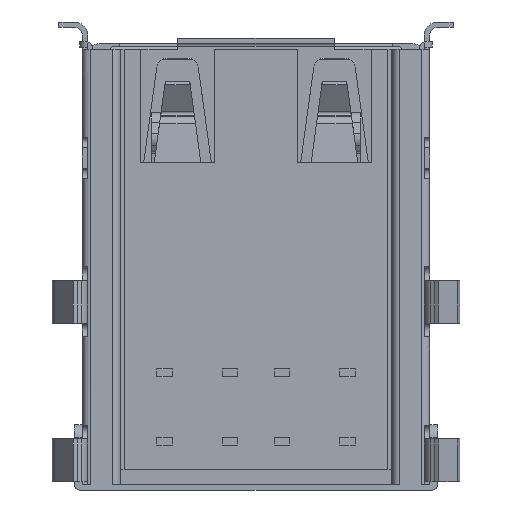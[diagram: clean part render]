
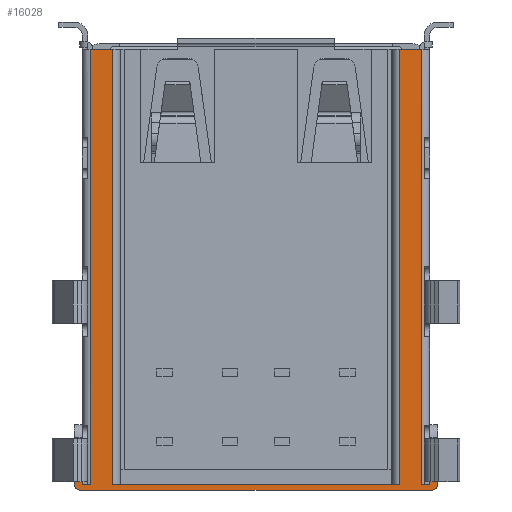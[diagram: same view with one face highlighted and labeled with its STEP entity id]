
A CAD part, front view. The second image highlights one B-rep face of the part: STEP entity #16028.
In plain terms, the highlighted planar face has unit normal (0, -1, 0).
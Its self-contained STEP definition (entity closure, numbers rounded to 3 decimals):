
#357=DIRECTION('',(1.,0.,0.));
#358=VECTOR('',#357,0.85);
#359=CARTESIAN_POINT('',(-6.35,-7.595,-0.1));
#360=LINE('',#359,#358);
#391=DIRECTION('',(1.,0.,0.));
#392=VECTOR('',#391,0.85);
#393=CARTESIAN_POINT('',(5.5,-7.595,-0.1));
#394=LINE('',#393,#392);
#890=DIRECTION('',(-1.,0.,0.));
#891=VECTOR('',#890,0.3);
#892=CARTESIAN_POINT('',(-6.35,-7.595,-16.78));
#893=LINE('',#892,#891);
#894=DIRECTION('',(-1.,0.,0.));
#895=VECTOR('',#894,0.3);
#896=CARTESIAN_POINT('',(6.65,-7.595,-16.78));
#897=LINE('',#896,#895);
#898=DIRECTION('',(-1.,0.,0.));
#899=VECTOR('',#898,11.);
#900=CARTESIAN_POINT('',(5.5,-7.595,-16.78));
#901=LINE('',#900,#899);
#931=DIRECTION('',(0.,0.,-1.));
#932=VECTOR('',#931,16.68);
#933=CARTESIAN_POINT('',(-5.5,-7.595,-0.1));
#934=LINE('',#933,#932);
#935=DIRECTION('',(0.,0.,1.));
#936=VECTOR('',#935,1.63);
#937=CARTESIAN_POINT('',(6.65,-7.595,-16.655));
#938=LINE('',#937,#936);
#939=DIRECTION('',(1.,0.,0.));
#940=VECTOR('',#939,0.3);
#941=CARTESIAN_POINT('',(6.65,-7.595,-14.98));
#942=LINE('',#941,#940);
#943=CARTESIAN_POINT('',(6.75,-7.595,-16.78));
#944=DIRECTION('',(0.,-1.,0.));
#945=DIRECTION('',(0.,0.,-1.));
#946=AXIS2_PLACEMENT_3D('',#943,#944,#945);
#948=DIRECTION('',(-1.,0.,0.));
#949=VECTOR('',#948,13.5);
#950=CARTESIAN_POINT('',(6.75,-7.595,-16.98));
#951=LINE('',#950,#949);
#952=CARTESIAN_POINT('',(-6.75,-7.595,-16.78));
#953=DIRECTION('',(0.,-1.,0.));
#954=DIRECTION('',(-1.,0.,0.));
#955=AXIS2_PLACEMENT_3D('',#952,#953,#954);
#957=DIRECTION('',(0.,0.,1.));
#958=VECTOR('',#957,1.63);
#959=CARTESIAN_POINT('',(-6.65,-7.595,-16.655));
#960=LINE('',#959,#958);
#961=DIRECTION('',(0.,0.,-1.));
#962=VECTOR('',#961,16.68);
#963=CARTESIAN_POINT('',(-6.35,-7.595,-0.1));
#964=LINE('',#963,#962);
#965=DIRECTION('',(0.,0.,-1.));
#966=VECTOR('',#965,16.68);
#967=CARTESIAN_POINT('',(5.5,-7.595,-0.1));
#968=LINE('',#967,#966);
#1451=DIRECTION('',(0.,0.,-1.));
#1452=VECTOR('',#1451,16.68);
#1453=CARTESIAN_POINT('',(6.35,-7.595,-0.1));
#1454=LINE('',#1453,#1452);
#4064=DIRECTION('',(0.,0.,1.));
#4065=VECTOR('',#4064,1.8);
#4066=CARTESIAN_POINT('',(-6.95,-7.595,-16.78));
#4067=LINE('',#4066,#4065);
#10406=DIRECTION('',(0.,0.,-1.));
#10407=VECTOR('',#10406,1.8);
#10408=CARTESIAN_POINT('',(6.95,-7.595,-14.98));
#10409=LINE('',#10408,#10407);
#10477=DIRECTION('',(0.,0.,-1.));
#10478=VECTOR('',#10477,0.045);
#10479=CARTESIAN_POINT('',(6.65,-7.595,-14.98));
#10480=LINE('',#10479,#10478);
#10485=DIRECTION('',(0.,0.,-1.));
#10486=VECTOR('',#10485,0.125);
#10487=CARTESIAN_POINT('',(6.65,-7.595,-16.655));
#10488=LINE('',#10487,#10486);
#10601=DIRECTION('',(0.,0.,1.));
#10602=VECTOR('',#10601,0.045);
#10603=CARTESIAN_POINT('',(-6.65,-7.595,-15.025));
#10604=LINE('',#10603,#10602);
#10618=DIRECTION('',(0.,0.,1.));
#10619=VECTOR('',#10618,0.125);
#10620=CARTESIAN_POINT('',(-6.65,-7.595,-16.78));
#10621=LINE('',#10620,#10619);
#10622=DIRECTION('',(-1.,0.,0.));
#10623=VECTOR('',#10622,0.3);
#10624=CARTESIAN_POINT('',(-6.65,-7.595,-14.98));
#10625=LINE('',#10624,#10623);
#13170=CARTESIAN_POINT('',(5.5,-7.595,-0.1));
#13172=VERTEX_POINT('',#13170);
#13173=CARTESIAN_POINT('',(6.35,-7.595,-0.1));
#13174=VERTEX_POINT('',#13173);
#13186=CARTESIAN_POINT('',(-6.35,-7.595,-0.1));
#13188=VERTEX_POINT('',#13186);
#13189=CARTESIAN_POINT('',(-5.5,-7.595,-0.1));
#13190=VERTEX_POINT('',#13189);
#13859=CARTESIAN_POINT('',(6.95,-7.595,-14.98));
#13860=VERTEX_POINT('',#13859);
#13861=CARTESIAN_POINT('',(6.65,-7.595,-14.98));
#13862=VERTEX_POINT('',#13861);
#13909=CARTESIAN_POINT('',(-6.95,-7.595,-14.98));
#13910=VERTEX_POINT('',#13909);
#13927=CARTESIAN_POINT('',(-6.65,-7.595,-14.98));
#13928=VERTEX_POINT('',#13927);
#13989=CARTESIAN_POINT('',(5.5,-7.595,-16.78));
#13990=VERTEX_POINT('',#13989);
#13991=CARTESIAN_POINT('',(6.35,-7.595,-16.78));
#13993=VERTEX_POINT('',#13991);
#13996=CARTESIAN_POINT('',(-6.35,-7.595,-16.78));
#13998=VERTEX_POINT('',#13996);
#13999=CARTESIAN_POINT('',(-5.5,-7.595,-16.78));
#14001=VERTEX_POINT('',#13999);
#14005=CARTESIAN_POINT('',(6.65,-7.595,-16.78));
#14007=VERTEX_POINT('',#14005);
#14009=CARTESIAN_POINT('',(-6.65,-7.595,-16.78));
#14011=VERTEX_POINT('',#14009);
#14193=CARTESIAN_POINT('',(6.75,-7.595,-16.98));
#14194=VERTEX_POINT('',#14193);
#14195=CARTESIAN_POINT('',(6.95,-7.595,-16.78));
#14196=VERTEX_POINT('',#14195);
#14197=CARTESIAN_POINT('',(-6.95,-7.595,-16.78));
#14198=CARTESIAN_POINT('',(-6.75,-7.595,-16.98));
#14199=VERTEX_POINT('',#14197);
#14200=VERTEX_POINT('',#14198);
#14381=CARTESIAN_POINT('',(6.65,-7.595,-16.655));
#14382=CARTESIAN_POINT('',(6.65,-7.595,-15.025));
#14383=VERTEX_POINT('',#14381);
#14384=VERTEX_POINT('',#14382);
#14385=CARTESIAN_POINT('',(-6.65,-7.595,-16.655));
#14386=CARTESIAN_POINT('',(-6.65,-7.595,-15.025));
#14387=VERTEX_POINT('',#14385);
#14388=VERTEX_POINT('',#14386);
#15984=CARTESIAN_POINT('',(5.5,-7.595,-0.1));
#15985=DIRECTION('',(0.,-1.,0.));
#15986=DIRECTION('',(1.,0.,0.));
#15987=AXIS2_PLACEMENT_3D('',#15984,#15985,#15986);
#15988=PLANE('',#15987);
#15990=ORIENTED_EDGE('',*,*,#15989,.T.);
#15992=ORIENTED_EDGE('',*,*,#15991,.F.);
#15994=ORIENTED_EDGE('',*,*,#15993,.T.);
#15996=ORIENTED_EDGE('',*,*,#15995,.T.);
#15998=ORIENTED_EDGE('',*,*,#15997,.F.);
#16000=ORIENTED_EDGE('',*,*,#15999,.T.);
#16002=ORIENTED_EDGE('',*,*,#16001,.F.);
#16004=ORIENTED_EDGE('',*,*,#16003,.T.);
#16006=ORIENTED_EDGE('',*,*,#16005,.F.);
#16008=ORIENTED_EDGE('',*,*,#16007,.F.);
#16010=ORIENTED_EDGE('',*,*,#16009,.F.);
#16012=ORIENTED_EDGE('',*,*,#16011,.F.);
#16013=ORIENTED_EDGE('',*,*,#15876,.F.);
#16014=ORIENTED_EDGE('',*,*,#15597,.F.);
#16015=ORIENTED_EDGE('',*,*,#15104,.T.);
#16016=ORIENTED_EDGE('',*,*,#15977,.T.);
#16017=ORIENTED_EDGE('',*,*,#15915,.F.);
#16019=ORIENTED_EDGE('',*,*,#16018,.F.);
#16020=ORIENTED_EDGE('',*,*,#15160,.T.);
#16022=ORIENTED_EDGE('',*,*,#16021,.T.);
#16023=ORIENTED_EDGE('',*,*,#15895,.F.);
#16025=ORIENTED_EDGE('',*,*,#16024,.F.);
#16026=EDGE_LOOP('',(#15990,#15992,#15994,#15996,#15998,#16000,#16002,#16004,
#16006,#16008,#16010,#16012,#16013,#16014,#16015,#16016,#16017,#16019,#16020,
#16022,#16023,#16025));
#16027=FACE_OUTER_BOUND('',#16026,.F.);
#16028=ADVANCED_FACE('',(#16027),#15988,.T.);
#947=CIRCLE('',#946,0.2);
#956=CIRCLE('',#955,0.2);
#15104=EDGE_CURVE('',#13188,#13190,#360,.T.);
#15160=EDGE_CURVE('',#13172,#13174,#394,.T.);
#15597=EDGE_CURVE('',#13188,#13998,#964,.T.);
#15876=EDGE_CURVE('',#13998,#14011,#893,.T.);
#15895=EDGE_CURVE('',#14007,#13993,#897,.T.);
#15915=EDGE_CURVE('',#13990,#14001,#901,.T.);
#15977=EDGE_CURVE('',#13190,#14001,#934,.T.);
#15989=EDGE_CURVE('',#14383,#14384,#938,.T.);
#15991=EDGE_CURVE('',#13862,#14384,#10480,.T.);
#15993=EDGE_CURVE('',#13862,#13860,#942,.T.);
#15995=EDGE_CURVE('',#13860,#14196,#10409,.T.);
#15997=EDGE_CURVE('',#14194,#14196,#947,.T.);
#15999=EDGE_CURVE('',#14194,#14200,#951,.T.);
#16001=EDGE_CURVE('',#14199,#14200,#956,.T.);
#16003=EDGE_CURVE('',#14199,#13910,#4067,.T.);
#16005=EDGE_CURVE('',#13928,#13910,#10625,.T.);
#16007=EDGE_CURVE('',#14388,#13928,#10604,.T.);
#16009=EDGE_CURVE('',#14387,#14388,#960,.T.);
#16011=EDGE_CURVE('',#14011,#14387,#10621,.T.);
#16018=EDGE_CURVE('',#13172,#13990,#968,.T.);
#16021=EDGE_CURVE('',#13174,#13993,#1454,.T.);
#16024=EDGE_CURVE('',#14383,#14007,#10488,.T.);
